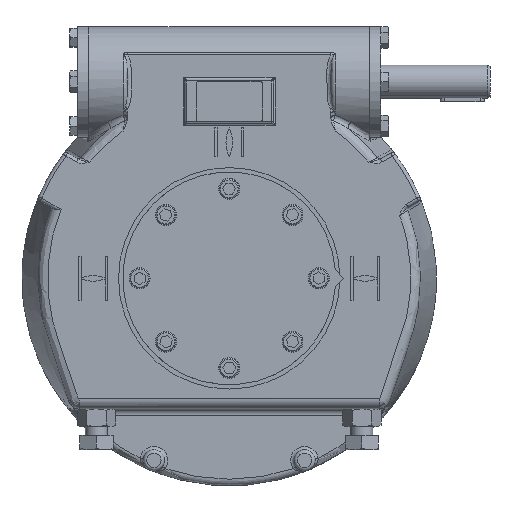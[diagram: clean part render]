
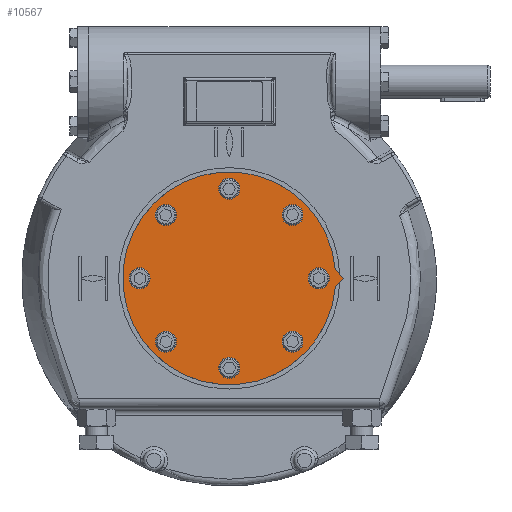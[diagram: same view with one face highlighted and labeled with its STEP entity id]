
A CAD part, top view. The second image highlights one B-rep face of the part: STEP entity #10567.
In plain terms, the highlighted planar face has unit normal (0, 0, 1).
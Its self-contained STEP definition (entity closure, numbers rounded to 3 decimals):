
#1044=CIRCLE('',#13548,96.25);
#1053=CIRCLE('',#13561,6.5);
#1054=CIRCLE('',#13562,6.5);
#1055=CIRCLE('',#13563,6.5);
#1056=CIRCLE('',#13564,6.5);
#1057=CIRCLE('',#13565,6.5);
#1058=CIRCLE('',#13566,6.5);
#1059=CIRCLE('',#13567,6.5);
#1060=CIRCLE('',#13568,6.5);
#2951=ORIENTED_EDGE('',*,*,#5186,.F.);
#2952=ORIENTED_EDGE('',*,*,#5187,.F.);
#2953=ORIENTED_EDGE('',*,*,#5188,.F.);
#2954=ORIENTED_EDGE('',*,*,#5189,.F.);
#2955=ORIENTED_EDGE('',*,*,#5190,.F.);
#2956=ORIENTED_EDGE('',*,*,#5191,.F.);
#2957=ORIENTED_EDGE('',*,*,#5192,.F.);
#2958=ORIENTED_EDGE('',*,*,#5193,.F.);
#2959=ORIENTED_EDGE('',*,*,#5171,.T.);
#2960=ORIENTED_EDGE('',*,*,#5175,.T.);
#2961=ORIENTED_EDGE('',*,*,#5177,.T.);
#5171=EDGE_CURVE('',#6585,#6584,#1044,.T.);
#5175=EDGE_CURVE('',#6584,#6587,#7381,.T.);
#5177=EDGE_CURVE('',#6587,#6585,#7383,.T.);
#5186=EDGE_CURVE('',#6596,#6596,#1053,.T.);
#5187=EDGE_CURVE('',#6597,#6597,#1054,.T.);
#5188=EDGE_CURVE('',#6598,#6598,#1055,.T.);
#5189=EDGE_CURVE('',#6599,#6599,#1056,.T.);
#5190=EDGE_CURVE('',#6600,#6600,#1057,.T.);
#5191=EDGE_CURVE('',#6601,#6601,#1058,.T.);
#5192=EDGE_CURVE('',#6602,#6602,#1059,.T.);
#5193=EDGE_CURVE('',#6603,#6603,#1060,.T.);
#6584=VERTEX_POINT('',#25470);
#6585=VERTEX_POINT('',#25472);
#6587=VERTEX_POINT('',#25478);
#6596=VERTEX_POINT('',#25502);
#6597=VERTEX_POINT('',#25504);
#6598=VERTEX_POINT('',#25506);
#6599=VERTEX_POINT('',#25508);
#6600=VERTEX_POINT('',#25510);
#6601=VERTEX_POINT('',#25512);
#6602=VERTEX_POINT('',#25514);
#6603=VERTEX_POINT('',#25516);
#7381=LINE('',#25479,#7972);
#7383=LINE('',#25482,#7974);
#7972=VECTOR('',#15414,1000.);
#7974=VECTOR('',#15418,1000.);
#8713=EDGE_LOOP('',(#2951));
#8714=EDGE_LOOP('',(#2952));
#8715=EDGE_LOOP('',(#2953));
#8716=EDGE_LOOP('',(#2954));
#8717=EDGE_LOOP('',(#2955));
#8718=EDGE_LOOP('',(#2956));
#8719=EDGE_LOOP('',(#2957));
#8720=EDGE_LOOP('',(#2958));
#8721=EDGE_LOOP('',(#2959,#2960,#2961));
#9560=FACE_BOUND('',#8713,.T.);
#9561=FACE_BOUND('',#8714,.T.);
#9562=FACE_BOUND('',#8715,.T.);
#9563=FACE_BOUND('',#8716,.T.);
#9564=FACE_BOUND('',#8717,.T.);
#9565=FACE_BOUND('',#8718,.T.);
#9566=FACE_BOUND('',#8719,.T.);
#9567=FACE_BOUND('',#8720,.T.);
#9568=FACE_BOUND('',#8721,.T.);
#10073=PLANE('',#13560);
#10567=ADVANCED_FACE('',(#9560,#9561,#9562,#9563,#9564,#9565,#9566,#9567,
#9568),#10073,.T.);
#13548=AXIS2_PLACEMENT_3D('',#25471,#15407,#15408);
#13560=AXIS2_PLACEMENT_3D('',#25500,#15437,#15438);
#13561=AXIS2_PLACEMENT_3D('',#25501,#15439,#15440);
#13562=AXIS2_PLACEMENT_3D('',#25503,#15441,#15442);
#13563=AXIS2_PLACEMENT_3D('',#25505,#15443,#15444);
#13564=AXIS2_PLACEMENT_3D('',#25507,#15445,#15446);
#13565=AXIS2_PLACEMENT_3D('',#25509,#15447,#15448);
#13566=AXIS2_PLACEMENT_3D('',#25511,#15449,#15450);
#13567=AXIS2_PLACEMENT_3D('',#25513,#15451,#15452);
#13568=AXIS2_PLACEMENT_3D('',#25515,#15453,#15454);
#15407=DIRECTION('',(0.,0.,1.));
#15408=DIRECTION('',(1.,0.,0.));
#15414=DIRECTION('',(0.707,0.707,0.));
#15418=DIRECTION('',(-0.707,0.707,0.));
#15437=DIRECTION('',(0.,0.,1.));
#15438=DIRECTION('',(1.,0.,0.));
#15439=DIRECTION('',(0.,0.,1.));
#15440=DIRECTION('',(0.707,0.707,0.));
#15441=DIRECTION('',(0.,0.,1.));
#15442=DIRECTION('',(0.,1.,0.));
#15443=DIRECTION('',(0.,0.,1.));
#15444=DIRECTION('',(-0.707,0.707,0.));
#15445=DIRECTION('',(0.,0.,1.));
#15446=DIRECTION('',(-1.,0.,0.));
#15447=DIRECTION('',(0.,0.,1.));
#15448=DIRECTION('',(-0.707,-0.707,0.));
#15449=DIRECTION('',(0.,0.,1.));
#15450=DIRECTION('',(0.,-1.,0.));
#15451=DIRECTION('',(0.,0.,1.));
#15452=DIRECTION('',(0.707,-0.707,0.));
#15453=DIRECTION('',(0.,0.,1.));
#15454=DIRECTION('',(1.,0.,0.));
#25470=CARTESIAN_POINT('',(95.932,-7.818,54.15));
#25471=CARTESIAN_POINT('',(0.,0.,54.15));
#25472=CARTESIAN_POINT('',(95.932,7.818,54.15));
#25478=CARTESIAN_POINT('',(103.75,0.,54.15));
#25479=CARTESIAN_POINT('',(95.932,-7.818,54.15));
#25482=CARTESIAN_POINT('',(103.75,0.,54.15));
#25500=CARTESIAN_POINT('',(0.,0.,54.15));
#25501=CARTESIAN_POINT('',(-57.276,57.276,54.15));
#25502=CARTESIAN_POINT('',(-52.679,61.872,54.15));
#25503=CARTESIAN_POINT('',(-81.,0.,54.15));
#25504=CARTESIAN_POINT('',(-81.,6.5,54.15));
#25505=CARTESIAN_POINT('',(-57.276,-57.276,54.15));
#25506=CARTESIAN_POINT('',(-61.872,-52.679,54.15));
#25507=CARTESIAN_POINT('',(0.,-81.,54.15));
#25508=CARTESIAN_POINT('',(-6.5,-81.,54.15));
#25509=CARTESIAN_POINT('',(57.276,-57.276,54.15));
#25510=CARTESIAN_POINT('',(52.679,-61.872,54.15));
#25511=CARTESIAN_POINT('',(81.,0.,54.15));
#25512=CARTESIAN_POINT('',(81.,-6.5,54.15));
#25513=CARTESIAN_POINT('',(57.276,57.276,54.15));
#25514=CARTESIAN_POINT('',(61.872,52.679,54.15));
#25515=CARTESIAN_POINT('',(0.,81.,54.15));
#25516=CARTESIAN_POINT('',(6.5,81.,54.15));
